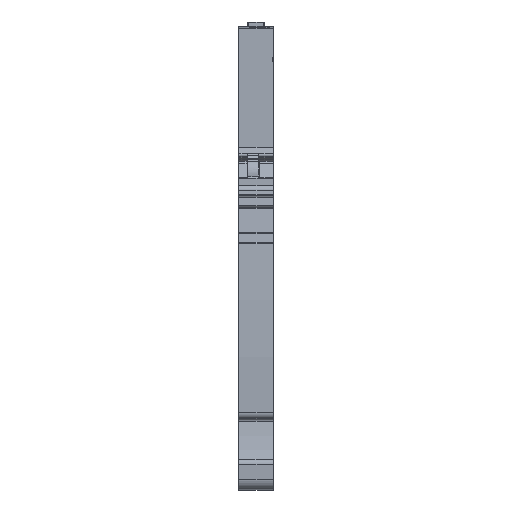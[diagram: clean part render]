
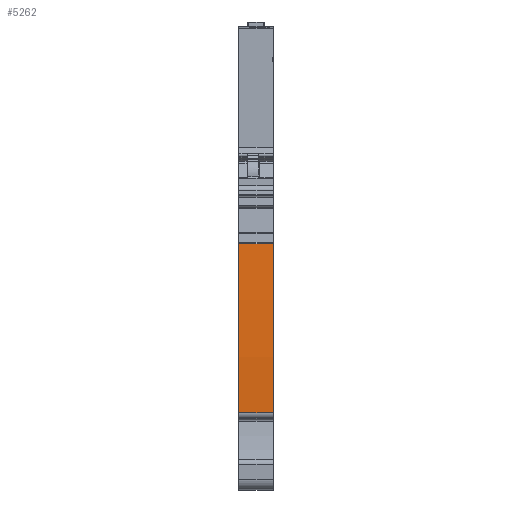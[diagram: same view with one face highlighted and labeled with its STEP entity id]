
A CAD part, front view. The second image highlights one B-rep face of the part: STEP entity #5262.
In plain terms, the highlighted cylindrical face has radius 240 mm (diameter 480 mm), a partial arc.
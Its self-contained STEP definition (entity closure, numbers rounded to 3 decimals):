
#3311=AXIS2_PLACEMENT_3D('Circle Axis2P3D',#3309,#3310,$) ;
#4392=AXIS2_PLACEMENT_3D('Cylinder Axis2P3D',#4389,#4390,#4391) ;
#5253=AXIS2_PLACEMENT_3D('Circle Axis2P3D',#5251,#5252,$) ;
#3306=CARTESIAN_POINT('Vertex',(0.,1.529,13.45)) ;
#3309=CARTESIAN_POINT('Axis2P3D Location',(0.,241.174,26.5)) ;
#3313=CARTESIAN_POINT('Vertex',(0.,1.735,42.906)) ;
#4389=CARTESIAN_POINT('Axis2P3D Location',(3.05,241.174,26.5)) ;
#5228=CARTESIAN_POINT('Vertex',(6.1,1.735,42.906)) ;
#5231=CARTESIAN_POINT('Line Origine',(3.05,1.735,42.906)) ;
#5244=CARTESIAN_POINT('Line Origine',(3.05,1.529,13.45)) ;
#5248=CARTESIAN_POINT('Vertex',(6.1,1.529,13.45)) ;
#5251=CARTESIAN_POINT('Axis2P3D Location',(6.1,241.174,26.5)) ;
#3310=DIRECTION('Axis2P3D Direction',(1.,0.,0.)) ;
#4390=DIRECTION('Axis2P3D Direction',(1.,0.,0.)) ;
#4391=DIRECTION('Axis2P3D XDirection',(0.,-0.994,0.107)) ;
#5232=DIRECTION('Vector Direction',(1.,0.,0.)) ;
#5245=DIRECTION('Vector Direction',(1.,0.,0.)) ;
#5252=DIRECTION('Axis2P3D Direction',(1.,0.,0.)) ;
#5233=VECTOR('Line Direction',#5232,1.) ;
#5246=VECTOR('Line Direction',#5245,1.) ;
#5257=ORIENTED_EDGE('',*,*,#3315,.T.) ;
#5258=ORIENTED_EDGE('',*,*,#5250,.T.) ;
#5259=ORIENTED_EDGE('',*,*,#5255,.F.) ;
#5260=ORIENTED_EDGE('',*,*,#5235,.F.) ;
#5262=ADVANCED_FACE('MLD',(#5261),#4393,.T.) ;
#3312=CIRCLE('generated circle',#3311,240.) ;
#5254=CIRCLE('generated circle',#5253,240.) ;
#4393=CYLINDRICAL_SURFACE('generated cylinder',#4392,240.) ;
#3315=EDGE_CURVE('',#3314,#3307,#3312,.T.) ;
#5235=EDGE_CURVE('',#3314,#5229,#5234,.T.) ;
#5250=EDGE_CURVE('',#3307,#5249,#5247,.T.) ;
#5255=EDGE_CURVE('',#5229,#5249,#5254,.T.) ;
#5256=EDGE_LOOP('',(#5257,#5258,#5259,#5260)) ;
#5261=FACE_OUTER_BOUND('',#5256,.T.) ;
#5234=LINE('Line',#5231,#5233) ;
#5247=LINE('Line',#5244,#5246) ;
#3307=VERTEX_POINT('',#3306) ;
#3314=VERTEX_POINT('',#3313) ;
#5229=VERTEX_POINT('',#5228) ;
#5249=VERTEX_POINT('',#5248) ;
